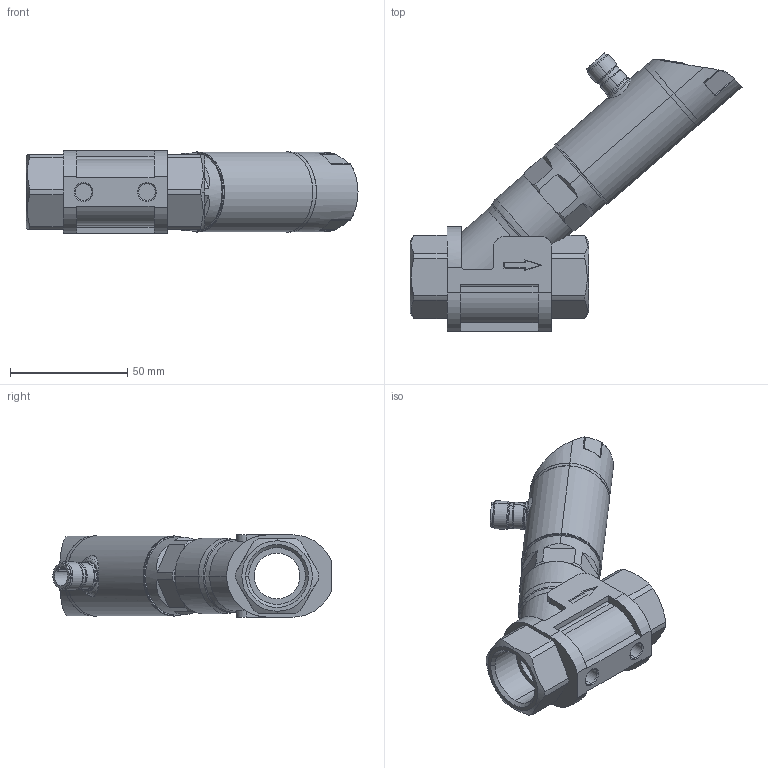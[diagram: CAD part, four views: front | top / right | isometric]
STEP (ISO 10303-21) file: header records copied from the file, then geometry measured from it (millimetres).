
FILE_DESCRIPTION (( 'STEP AP214' ), '1' );
FILE_NAME ('FSC75-00-42-6H.STEP', '2024-04-15T12:44:06', ( '' ), ( '' ), 'SwSTEP 2.0', 'SolidWorks 2021', '' );
FILE_SCHEMA (( 'AUTOMOTIVE_DESIGN' ));
Length unit declared in the file: inch
Products named in the file (1): FSC75-00-42-6H
Bounding box: 141.32 x 118.42 x 35 mm (x, y, z)
Volume: 145989.7 mm3; surface area: 31524.8 mm2
Topology: 2 solids, 2 shells, 274 faces, 691 edges, 448 vertices
Faces by surface type: plane 117, cylinder 112, cone 30, bspline 15
Entity records: 8967 total; most frequent: CARTESIAN_POINT 2427, ORIENTED_EDGE 1382, DIRECTION 1331, EDGE_CURVE 691, AXIS2_PLACEMENT_3D 498, VERTEX_POINT 448, LINE 335, VECTOR 335
